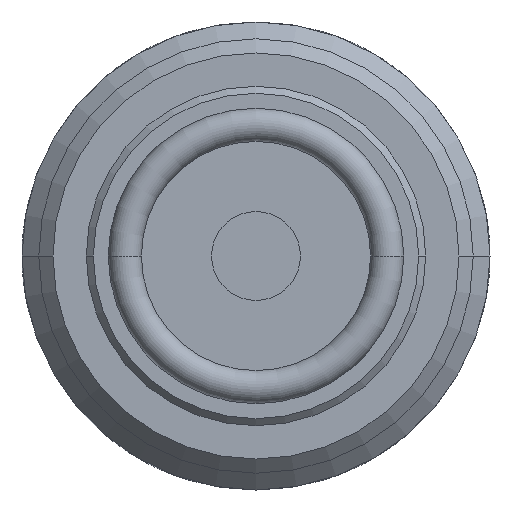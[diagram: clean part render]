
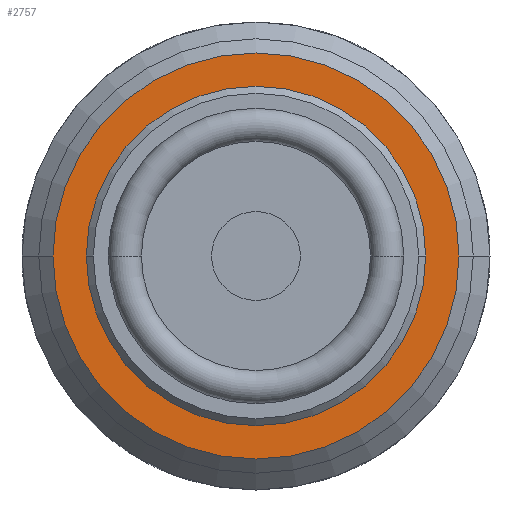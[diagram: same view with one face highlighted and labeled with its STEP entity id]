
A CAD part, front view. The second image highlights one B-rep face of the part: STEP entity #2757.
In plain terms, the highlighted planar face has unit normal (0, -1, 0).
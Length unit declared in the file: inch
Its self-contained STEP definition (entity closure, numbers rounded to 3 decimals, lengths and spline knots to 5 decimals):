
#1153=CARTESIAN_POINT('',(0.,0.015,0.));
#1154=DIRECTION('',(0.,1.,0.));
#1155=DIRECTION('',(1.,0.,0.));
#1156=AXIS2_PLACEMENT_3D('',#1153,#1154,#1155);
#1162=CARTESIAN_POINT('',(0.,0.015,0.));
#1163=DIRECTION('',(0.,-1.,0.));
#1164=DIRECTION('',(1.,0.,0.));
#1165=AXIS2_PLACEMENT_3D('',#1162,#1163,#1164);
#1171=CARTESIAN_POINT('',(0.,0.015,0.));
#1172=DIRECTION('',(0.,-1.,0.));
#1173=DIRECTION('',(1.,0.,0.));
#1174=AXIS2_PLACEMENT_3D('',#1171,#1172,#1173);
#1176=CARTESIAN_POINT('',(0.,0.015,0.));
#1177=DIRECTION('',(0.,1.,0.));
#1178=DIRECTION('',(1.,0.,0.));
#1179=AXIS2_PLACEMENT_3D('',#1176,#1177,#1178);
#1362=CARTESIAN_POINT('',(0.359,0.015,0.));
#1364=VERTEX_POINT('',#1362);
#1365=CARTESIAN_POINT('',(0.4295,0.015,0.));
#1367=VERTEX_POINT('',#1365);
#1376=CARTESIAN_POINT('',(-0.359,0.015,0.));
#1378=VERTEX_POINT('',#1376);
#1379=CARTESIAN_POINT('',(-0.4295,0.015,0.));
#1381=VERTEX_POINT('',#1379);
#2742=CARTESIAN_POINT('',(0.,0.015,0.));
#2743=DIRECTION('',(0.,1.,0.));
#2744=DIRECTION('',(1.,0.,0.));
#2745=AXIS2_PLACEMENT_3D('',#2742,#2743,#2744);
#2746=PLANE('',#2745);
#2747=ORIENTED_EDGE('',*,*,#2724,.T.);
#2748=ORIENTED_EDGE('',*,*,#2735,.F.);
#2749=EDGE_LOOP('',(#2747,#2748));
#2750=FACE_OUTER_BOUND('',#2749,.F.);
#2752=ORIENTED_EDGE('',*,*,#2751,.T.);
#2754=ORIENTED_EDGE('',*,*,#2753,.F.);
#2755=EDGE_LOOP('',(#2752,#2754));
#2756=FACE_BOUND('',#2755,.F.);
#2757=ADVANCED_FACE('',(#2750,#2756),#2746,.F.);
#1157=CIRCLE('',#1156,0.4295);
#1166=CIRCLE('',#1165,0.4295);
#1175=CIRCLE('',#1174,0.359);
#1180=CIRCLE('',#1179,0.359);
#2724=EDGE_CURVE('',#1367,#1381,#1157,.T.);
#2735=EDGE_CURVE('',#1367,#1381,#1166,.T.);
#2751=EDGE_CURVE('',#1364,#1378,#1175,.T.);
#2753=EDGE_CURVE('',#1364,#1378,#1180,.T.);
